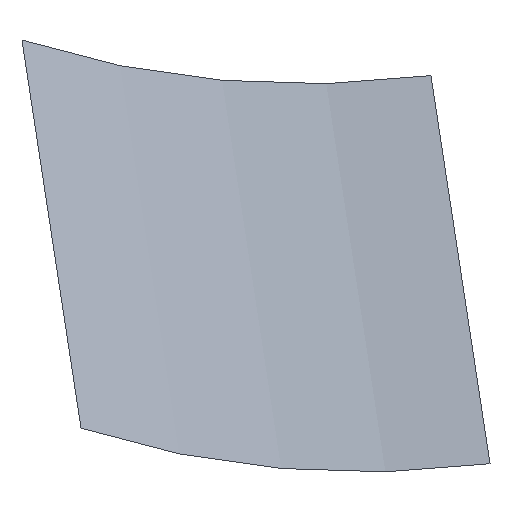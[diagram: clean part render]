
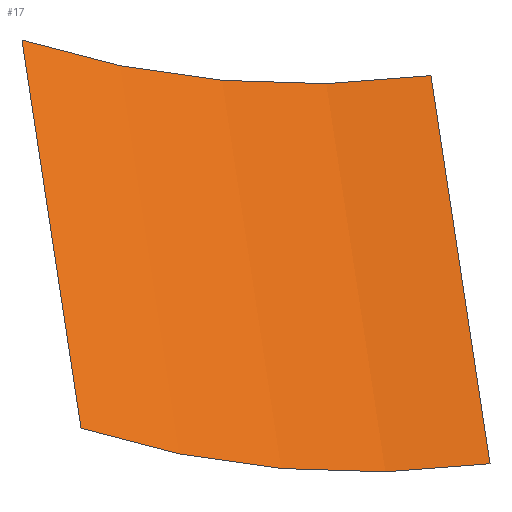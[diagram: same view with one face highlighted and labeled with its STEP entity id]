
A CAD part, left-side view. The second image highlights one B-rep face of the part: STEP entity #17.
In plain terms, the highlighted cylindrical face has radius 20.999 mm (diameter 41.998 mm), a partial arc.
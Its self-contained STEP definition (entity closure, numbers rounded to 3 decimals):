
#17 = ADVANCED_FACE('',(#18),#32,.F.);
#18 = FACE_BOUND('',#19,.F.);
#19 = EDGE_LOOP('',(#20,#65,#104,#142));
#20 = ORIENTED_EDGE('',*,*,#21,.T.);
#21 = EDGE_CURVE('',#22,#24,#26,.T.);
#22 = VERTEX_POINT('',#23);
#23 = CARTESIAN_POINT('',(-8.27,4.57,-4.607)
  );
#24 = VERTEX_POINT('',#25);
#25 = CARTESIAN_POINT('',(6.521,6.113,5.533)
  );
#26 = SURFACE_CURVE('',#27,(#31),.PCURVE_S1.);
#27 = LINE('',#28,#29);
#28 = CARTESIAN_POINT('',(-8.27,4.57,-4.607)
  );
#29 = VECTOR('',#30,1.);
#30 = DIRECTION('',(0.822,0.086,0.563));
#31 = PCURVE('',#32,#37);
#32 = CYLINDRICAL_SURFACE('',#33,20.999);
#33 = AXIS2_PLACEMENT_3D('',#34,#35,#36);
#34 = CARTESIAN_POINT('',(-18.484,-4.032,
    11.599));
#35 = DIRECTION('',(0.822,0.086,0.563));
#36 = DIRECTION('',(0.569,-0.186,-0.801));
#37 = DEFINITIONAL_REPRESENTATION('',(#38),#64);
#38 = B_SPLINE_CURVE_WITH_KNOTS('',3,(#39,#40,#41,#42,#43,#44,#45,#46,
    #47,#48,#49,#50,#51,#52,#53,#54,#55,#56,#57,#58,#59,#60,#61,#62,#63)
  ,.UNSPECIFIED.,.F.,.F.,(4,1,1,1,1,1,1,1,1,1,1,1,1,1,1,1,1,1,1,1,1,1,4)
  ,(0.,0.818,1.636,2.455,3.273,
    4.091,4.909,5.727,6.545,
    7.364,8.182,9.,9.818,
    10.636,11.455,12.273,13.091,
    13.909,14.727,15.545,16.364,
    17.182,18.),.QUASI_UNIFORM_KNOTS.);
#39 = CARTESIAN_POINT('',(0.611,0.));
#40 = CARTESIAN_POINT('',(0.611,0.273));
#41 = CARTESIAN_POINT('',(0.611,0.818));
#42 = CARTESIAN_POINT('',(0.611,1.636));
#43 = CARTESIAN_POINT('',(0.611,2.455));
#44 = CARTESIAN_POINT('',(0.611,3.273));
#45 = CARTESIAN_POINT('',(0.611,4.091));
#46 = CARTESIAN_POINT('',(0.611,4.909));
#47 = CARTESIAN_POINT('',(0.611,5.727));
#48 = CARTESIAN_POINT('',(0.611,6.545));
#49 = CARTESIAN_POINT('',(0.611,7.364));
#50 = CARTESIAN_POINT('',(0.611,8.182));
#51 = CARTESIAN_POINT('',(0.611,9.));
#52 = CARTESIAN_POINT('',(0.611,9.818));
#53 = CARTESIAN_POINT('',(0.611,10.636));
#54 = CARTESIAN_POINT('',(0.611,11.455));
#55 = CARTESIAN_POINT('',(0.611,12.273));
#56 = CARTESIAN_POINT('',(0.611,13.091));
#57 = CARTESIAN_POINT('',(0.611,13.909));
#58 = CARTESIAN_POINT('',(0.611,14.727));
#59 = CARTESIAN_POINT('',(0.611,15.545));
#60 = CARTESIAN_POINT('',(0.611,16.364));
#61 = CARTESIAN_POINT('',(0.611,17.182));
#62 = CARTESIAN_POINT('',(0.611,17.727));
#63 = CARTESIAN_POINT('',(0.611,18.));
#64 = ( GEOMETRIC_REPRESENTATION_CONTEXT(2) 
PARAMETRIC_REPRESENTATION_CONTEXT() REPRESENTATION_CONTEXT('2D SPACE',''
  ) );
#65 = ORIENTED_EDGE('',*,*,#66,.T.);
#66 = EDGE_CURVE('',#24,#67,#69,.T.);
#67 = VERTEX_POINT('',#68);
#68 = CARTESIAN_POINT('',(8.27,-4.57,4.607)
  );
#69 = SURFACE_CURVE('',#70,(#75),.PCURVE_S1.);
#70 = CIRCLE('',#71,20.999);
#71 = AXIS2_PLACEMENT_3D('',#72,#73,#74);
#72 = CARTESIAN_POINT('',(-3.692,-2.489,
    21.74));
#73 = DIRECTION('',(-0.822,-0.086,-0.563)
  );
#74 = DIRECTION('',(0.486,0.41,-0.772));
#75 = PCURVE('',#32,#76);
#76 = DEFINITIONAL_REPRESENTATION('',(#77),#103);
#77 = B_SPLINE_CURVE_WITH_KNOTS('',3,(#78,#79,#80,#81,#82,#83,#84,#85,
    #86,#87,#88,#89,#90,#91,#92,#93,#94,#95,#96,#97,#98,#99,#100,#101,
    #102),.UNSPECIFIED.,.F.,.F.,(4,1,1,1,1,1,1,1,1,1,1,1,1,1,1,1,1,1,1,1
    ,1,1,4),(0.,0.024,0.048,0.071
    ,0.095,0.119,0.143,0.167,
    0.19,0.214,0.238,0.262,
    0.285,0.309,0.333,0.357,
    0.381,0.404,0.428,0.452,
    0.476,0.5,0.523),.QUASI_UNIFORM_KNOTS.);
#78 = CARTESIAN_POINT('',(0.611,18.));
#79 = CARTESIAN_POINT('',(0.604,18.));
#80 = CARTESIAN_POINT('',(0.588,18.));
#81 = CARTESIAN_POINT('',(0.564,18.));
#82 = CARTESIAN_POINT('',(0.54,18.));
#83 = CARTESIAN_POINT('',(0.516,18.));
#84 = CARTESIAN_POINT('',(0.493,18.));
#85 = CARTESIAN_POINT('',(0.469,18.));
#86 = CARTESIAN_POINT('',(0.445,18.));
#87 = CARTESIAN_POINT('',(0.421,18.));
#88 = CARTESIAN_POINT('',(0.397,18.));
#89 = CARTESIAN_POINT('',(0.374,18.));
#90 = CARTESIAN_POINT('',(0.35,18.));
#91 = CARTESIAN_POINT('',(0.326,18.));
#92 = CARTESIAN_POINT('',(0.302,18.));
#93 = CARTESIAN_POINT('',(0.278,18.));
#94 = CARTESIAN_POINT('',(0.255,18.));
#95 = CARTESIAN_POINT('',(0.231,18.));
#96 = CARTESIAN_POINT('',(0.207,18.));
#97 = CARTESIAN_POINT('',(0.183,18.));
#98 = CARTESIAN_POINT('',(0.16,18.));
#99 = CARTESIAN_POINT('',(0.136,18.));
#100 = CARTESIAN_POINT('',(0.112,18.));
#101 = CARTESIAN_POINT('',(0.096,18.));
#102 = CARTESIAN_POINT('',(0.088,18.));
#103 = ( GEOMETRIC_REPRESENTATION_CONTEXT(2) 
PARAMETRIC_REPRESENTATION_CONTEXT() REPRESENTATION_CONTEXT('2D SPACE',''
  ) );
#104 = ORIENTED_EDGE('',*,*,#105,.T.);
#105 = EDGE_CURVE('',#67,#106,#108,.T.);
#106 = VERTEX_POINT('',#107);
#107 = CARTESIAN_POINT('',(-6.521,-6.113,
    -5.533));
#108 = SURFACE_CURVE('',#109,(#113),.PCURVE_S1.);
#109 = LINE('',#110,#111);
#110 = CARTESIAN_POINT('',(8.27,-4.57,4.607
    ));
#111 = VECTOR('',#112,1.);
#112 = DIRECTION('',(-0.822,-0.086,-0.563
    ));
#113 = PCURVE('',#32,#114);
#114 = DEFINITIONAL_REPRESENTATION('',(#115),#141);
#115 = B_SPLINE_CURVE_WITH_KNOTS('',3,(#116,#117,#118,#119,#120,#121,
    #122,#123,#124,#125,#126,#127,#128,#129,#130,#131,#132,#133,#134,
    #135,#136,#137,#138,#139,#140),.UNSPECIFIED.,.F.,.F.,(4,1,1,1,1,1,1,
    1,1,1,1,1,1,1,1,1,1,1,1,1,1,1,4),(-0.,0.818,1.636,
    2.455,3.273,4.091,4.909,
    5.727,6.545,7.364,8.182,
    9.,9.818,10.636,11.455,
    12.273,13.091,13.909,14.727,
    15.545,16.364,17.182,18.),
  .QUASI_UNIFORM_KNOTS.);
#116 = CARTESIAN_POINT('',(0.088,18.));
#117 = CARTESIAN_POINT('',(0.088,17.727));
#118 = CARTESIAN_POINT('',(0.088,17.182));
#119 = CARTESIAN_POINT('',(0.088,16.364));
#120 = CARTESIAN_POINT('',(0.088,15.545));
#121 = CARTESIAN_POINT('',(0.088,14.727));
#122 = CARTESIAN_POINT('',(0.088,13.909));
#123 = CARTESIAN_POINT('',(0.088,13.091));
#124 = CARTESIAN_POINT('',(0.088,12.273));
#125 = CARTESIAN_POINT('',(0.088,11.455));
#126 = CARTESIAN_POINT('',(0.088,10.636));
#127 = CARTESIAN_POINT('',(0.088,9.818));
#128 = CARTESIAN_POINT('',(0.088,9.));
#129 = CARTESIAN_POINT('',(0.088,8.182));
#130 = CARTESIAN_POINT('',(0.088,7.364));
#131 = CARTESIAN_POINT('',(0.088,6.545));
#132 = CARTESIAN_POINT('',(0.088,5.727));
#133 = CARTESIAN_POINT('',(0.088,4.909));
#134 = CARTESIAN_POINT('',(0.088,4.091));
#135 = CARTESIAN_POINT('',(0.088,3.273));
#136 = CARTESIAN_POINT('',(0.088,2.455));
#137 = CARTESIAN_POINT('',(0.088,1.636));
#138 = CARTESIAN_POINT('',(0.088,0.818));
#139 = CARTESIAN_POINT('',(0.088,0.273));
#140 = CARTESIAN_POINT('',(0.088,0.));
#141 = ( GEOMETRIC_REPRESENTATION_CONTEXT(2) 
PARAMETRIC_REPRESENTATION_CONTEXT() REPRESENTATION_CONTEXT('2D SPACE',''
  ) );
#142 = ORIENTED_EDGE('',*,*,#143,.T.);
#143 = EDGE_CURVE('',#106,#22,#144,.T.);
#144 = SURFACE_CURVE('',#145,(#150),.PCURVE_S1.);
#145 = CIRCLE('',#146,20.999);
#146 = AXIS2_PLACEMENT_3D('',#147,#148,#149);
#147 = CARTESIAN_POINT('',(-18.484,-4.032,
    11.599));
#148 = DIRECTION('',(0.822,0.086,0.563));
#149 = DIRECTION('',(0.57,-0.099,-0.816)
  );
#150 = PCURVE('',#32,#151);
#151 = DEFINITIONAL_REPRESENTATION('',(#152),#178);
#152 = B_SPLINE_CURVE_WITH_KNOTS('',3,(#153,#154,#155,#156,#157,#158,
    #159,#160,#161,#162,#163,#164,#165,#166,#167,#168,#169,#170,#171,
    #172,#173,#174,#175,#176,#177),.UNSPECIFIED.,.F.,.F.,(4,1,1,1,1,1,1,
    1,1,1,1,1,1,1,1,1,1,1,1,1,1,1,4),(0.,0.024,
    0.048,0.071,0.095,
    0.119,0.143,0.167,0.19,
    0.214,0.238,0.262,0.285,
    0.309,0.333,0.357,0.381,
    0.404,0.428,0.452,0.476,
    0.5,0.523),.QUASI_UNIFORM_KNOTS.);
#153 = CARTESIAN_POINT('',(0.088,0.));
#154 = CARTESIAN_POINT('',(0.096,0.));
#155 = CARTESIAN_POINT('',(0.112,0.));
#156 = CARTESIAN_POINT('',(0.136,0.));
#157 = CARTESIAN_POINT('',(0.16,0.));
#158 = CARTESIAN_POINT('',(0.183,0.));
#159 = CARTESIAN_POINT('',(0.207,0.));
#160 = CARTESIAN_POINT('',(0.231,0.));
#161 = CARTESIAN_POINT('',(0.255,0.));
#162 = CARTESIAN_POINT('',(0.278,0.));
#163 = CARTESIAN_POINT('',(0.302,0.));
#164 = CARTESIAN_POINT('',(0.326,0.));
#165 = CARTESIAN_POINT('',(0.35,0.));
#166 = CARTESIAN_POINT('',(0.374,0.));
#167 = CARTESIAN_POINT('',(0.397,0.));
#168 = CARTESIAN_POINT('',(0.421,0.));
#169 = CARTESIAN_POINT('',(0.445,0.));
#170 = CARTESIAN_POINT('',(0.469,0.));
#171 = CARTESIAN_POINT('',(0.493,0.));
#172 = CARTESIAN_POINT('',(0.516,0.));
#173 = CARTESIAN_POINT('',(0.54,0.));
#174 = CARTESIAN_POINT('',(0.564,0.));
#175 = CARTESIAN_POINT('',(0.588,0.));
#176 = CARTESIAN_POINT('',(0.604,0.));
#177 = CARTESIAN_POINT('',(0.611,0.));
#178 = ( GEOMETRIC_REPRESENTATION_CONTEXT(2) 
PARAMETRIC_REPRESENTATION_CONTEXT() REPRESENTATION_CONTEXT('2D SPACE',''
  ) );
